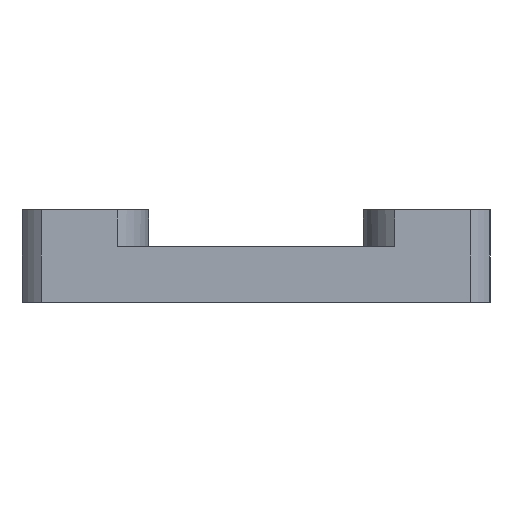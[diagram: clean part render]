
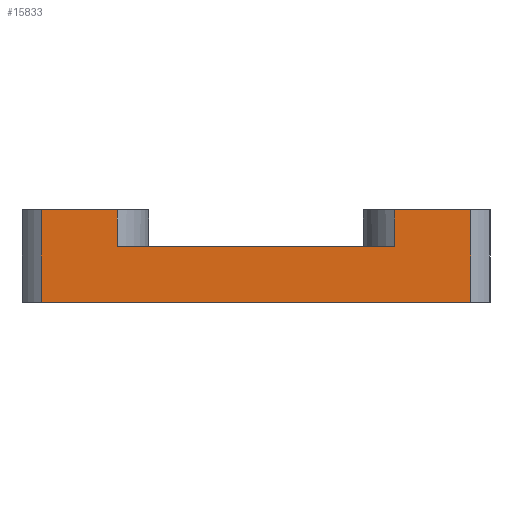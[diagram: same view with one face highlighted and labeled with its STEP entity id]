
A CAD part, front view. The second image highlights one B-rep face of the part: STEP entity #15833.
In plain terms, the highlighted planar face has unit normal (0, -1, 0).
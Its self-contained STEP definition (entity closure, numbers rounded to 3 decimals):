
#76=PLANE('',#16661);
#1135=FACE_OUTER_BOUND('',#1998,.T.);
#1998=EDGE_LOOP('',(#12279,#12280,#12281,#12282,#12283,#12284,#12285,#12286));
#2891=LINE('',#21666,#5079);
#3579=LINE('',#23051,#5767);
#3584=LINE('',#23072,#5772);
#3672=LINE('',#23257,#5860);
#3684=LINE('',#23283,#5872);
#3689=LINE('',#23295,#5877);
#3696=LINE('',#23310,#5884);
#3697=LINE('',#23311,#5885);
#5079=VECTOR('',#17597,10.);
#5767=VECTOR('',#18313,10.);
#5772=VECTOR('',#18332,10.);
#5860=VECTOR('',#18490,10.);
#5872=VECTOR('',#18516,10.);
#5877=VECTOR('',#18527,10.);
#5884=VECTOR('',#18540,10.);
#5885=VECTOR('',#18541,10.);
#7401=VERTEX_POINT('',#21663);
#7402=VERTEX_POINT('',#21665);
#8084=VERTEX_POINT('',#23048);
#8085=VERTEX_POINT('',#23050);
#8091=VERTEX_POINT('',#23065);
#8094=VERTEX_POINT('',#23070);
#8163=VERTEX_POINT('',#23281);
#8172=VERTEX_POINT('',#23309);
#8980=EDGE_CURVE('',#7401,#7402,#2891,.T.);
#9679=EDGE_CURVE('',#8084,#8085,#3579,.T.);
#9689=EDGE_CURVE('',#8094,#8091,#3584,.T.);
#9785=EDGE_CURVE('',#7402,#8094,#3672,.T.);
#9799=EDGE_CURVE('',#8163,#8084,#3684,.T.);
#9806=EDGE_CURVE('',#7401,#8085,#3689,.T.);
#9813=EDGE_CURVE('',#8163,#8172,#3696,.T.);
#9814=EDGE_CURVE('',#8091,#8172,#3697,.T.);
#12279=ORIENTED_EDGE('',*,*,#9813,.T.);
#12280=ORIENTED_EDGE('',*,*,#9814,.F.);
#12281=ORIENTED_EDGE('',*,*,#9689,.F.);
#12282=ORIENTED_EDGE('',*,*,#9785,.F.);
#12283=ORIENTED_EDGE('',*,*,#8980,.F.);
#12284=ORIENTED_EDGE('',*,*,#9806,.T.);
#12285=ORIENTED_EDGE('',*,*,#9679,.F.);
#12286=ORIENTED_EDGE('',*,*,#9799,.F.);
#15833=ADVANCED_FACE('',(#1135),#76,.T.);
#16661=AXIS2_PLACEMENT_3D('',#23308,#18538,#18539);
#17597=DIRECTION('',(1.,0.,0.));
#18313=DIRECTION('',(1.,0.,0.));
#18332=DIRECTION('',(1.,0.,0.));
#18490=DIRECTION('',(0.,0.,1.));
#18516=DIRECTION('',(0.,0.,1.));
#18527=DIRECTION('',(0.,0.,1.));
#18538=DIRECTION('center_axis',(0.,-1.,0.));
#18539=DIRECTION('ref_axis',(-1.,0.,0.));
#18540=DIRECTION('',(1.,0.,0.));
#18541=DIRECTION('',(0.,0.,-1.));
#21663=CARTESIAN_POINT('',(-7.496,-46.025,3.));
#21665=CARTESIAN_POINT('',(7.496,-46.025,3.));
#21666=CARTESIAN_POINT('',(-11.65,-46.025,3.));
#23048=CARTESIAN_POINT('',(-11.604,-46.025,5.));
#23050=CARTESIAN_POINT('',(-7.496,-46.025,5.));
#23051=CARTESIAN_POINT('',(-11.65,-46.025,5.));
#23065=CARTESIAN_POINT('',(11.604,-46.025,5.));
#23070=CARTESIAN_POINT('',(7.496,-46.025,5.));
#23072=CARTESIAN_POINT('',(-11.65,-46.025,5.));
#23257=CARTESIAN_POINT('',(7.496,-46.025,3.));
#23281=CARTESIAN_POINT('',(-11.604,-46.025,0.));
#23283=CARTESIAN_POINT('',(-11.604,-46.025,3.));
#23295=CARTESIAN_POINT('',(-7.496,-46.025,3.));
#23308=CARTESIAN_POINT('Origin',(11.604,-46.025,3.));
#23309=CARTESIAN_POINT('',(11.604,-46.025,0.));
#23310=CARTESIAN_POINT('',(5.802,-46.025,0.));
#23311=CARTESIAN_POINT('',(11.604,-46.025,3.));
